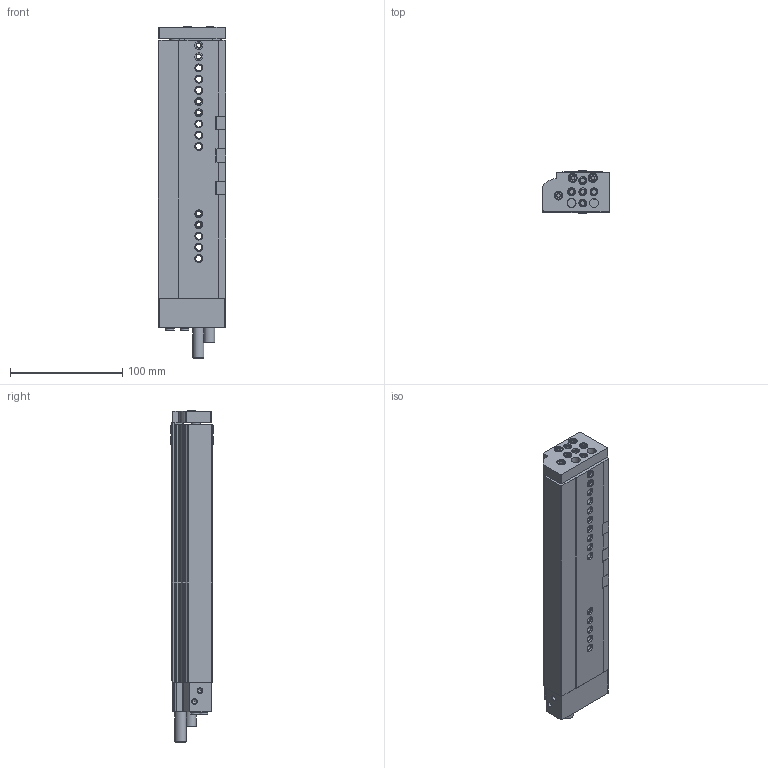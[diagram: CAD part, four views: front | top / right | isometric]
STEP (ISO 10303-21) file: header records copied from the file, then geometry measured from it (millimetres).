
FILE_DESCRIPTION(/* description */ ('STEP AP214'),/* implementation_level */ '2;1');
FILE_NAME(/* name */ '543968_DGSL-12-150-PA',/* time_stamp */ '2024-08-16T00:24:25+02:00',/* author */ ('License CC BY-ND 4.0'),/* organization */ ('CADENAS'),/* preprocessor_version */ 'ST-DEVELOPER v19.3',/* originating_system */ 'PARTsolutions',/* authorisation */ ' ');
FILE_SCHEMA (('AUTOMOTIVE_DESIGN {1 0 10303 214 3 1 1}'));
Length unit declared in the file: millimetre
Products named in the file (8): 543968 DGSL-12-150-PA---(0); DGSL-12---(150-0-0-10-zr); 699440 DGSL-12-P; 174308 B-M5-B; 686786 DGSL-12-AS; 686802 DGSL-12-AS; DGSL-12---(150-0-JP); 8146544 ZBH-7-B
Assembly tree (15 placements, depth 2):
  543968 DGSL-12-150-PA---(0)
    DGSL-12---(150-0-0-10-zr)
    699440 DGSL-12-P  x2
    174308 B-M5-B  x2
    686786 DGSL-12-AS
    686802 DGSL-12-AS  x2
    DGSL-12---(150-0-JP)
    8146544 ZBH-7-B  x6
Bounding box: 60 x 38.58 x 296.09 mm (x, y, z)
Volume: 407120.3 mm3; surface area: 130984 mm2
Topology: 15 solids, 15 shells, 785 faces, 1926 edges, 1253 vertices
Faces by surface type: plane 387, cylinder 296, cone 81, torus 21
Full cylindrical faces by diameter (mm): 2.459 x1, 3 x2, 3.242 x3, 4 x3, 4.134 x21, 5 x2, 5.5 x9, 6 x4, 7 x37, 7.2 x2, 7.8 x2, 8 x17, 8.08 x2, 8.917 x2, 9 x18, 10 x2, 16 x2
Entity records: 19742 total; most frequent: DIRECTION 3431, CARTESIAN_POINT 3420, ORIENTED_EDGE 2936, EDGE_CURVE 1468, AXIS2_PLACEMENT_3D 1316, VERTEX_POINT 1080, FACE_BOUND 1042, EDGE_LOOP 1034
